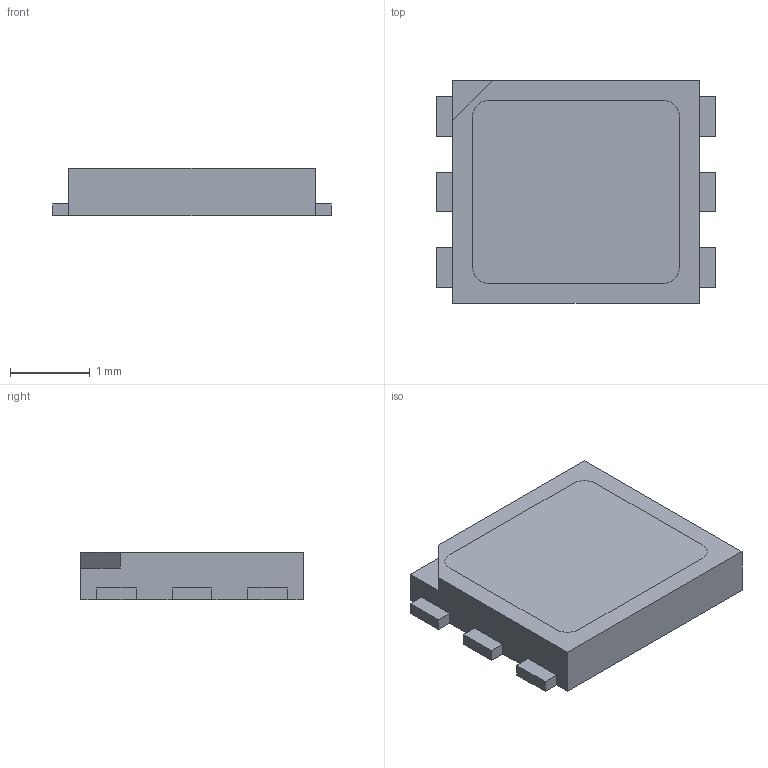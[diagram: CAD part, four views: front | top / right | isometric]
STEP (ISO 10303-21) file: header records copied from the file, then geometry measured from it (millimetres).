
FILE_DESCRIPTION(('STEP AP203'),'1');
FILE_NAME(' ',' ',('TraceParts'),('TraceParts S.A.'),'XStep 1.0',' ',' ');
FILE_SCHEMA(('CONFIG_CONTROL_DESIGN'));
Length unit declared in the file: millimetre
Products named in the file (8): 1; 2; 3; 4; 5; 6; 7; 8
Bounding box: 3.5 x 2.8 x 0.6 mm (x, y, z)
Volume: 5.3 mm3; surface area: 60.2 mm2
Topology: 8 solids, 8 shells, 143 faces, 390 edges, 252 vertices
Faces by surface type: plane 135, cone 8
Entity records: 4784 total; most frequent: CARTESIAN_POINT 793, ORIENTED_EDGE 780, DIRECTION 708, EDGE_CURVE 390, LINE 374, VECTOR 374, VERTEX_POINT 252, AXIS2_PLACEMENT_3D 167
